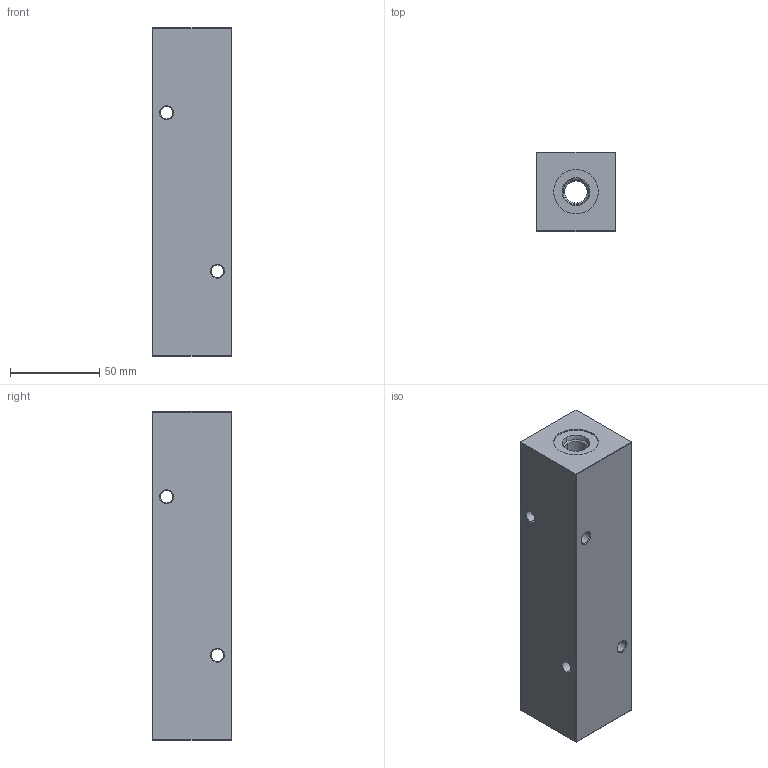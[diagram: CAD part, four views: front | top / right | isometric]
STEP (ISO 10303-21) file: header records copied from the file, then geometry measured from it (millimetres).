
FILE_DESCRIPTION (( 'STEP AP203' ), '1' );
FILE_NAME ('HM-4-90-S-6-4.STEP', '2020-11-09T15:08:36', ( '' ), ( '' ), 'SwSTEP 2.0', 'SolidWorks 2019', '' );
FILE_SCHEMA (( 'CONFIG_CONTROL_DESIGN' ));
Length unit declared in the file: inch
Products named in the file (1): HM-4-90-S-6-4
Bounding box: 44.45 x 44.45 x 184.15 mm (x, y, z)
Volume: 320537.5 mm3; surface area: 50212.4 mm2
Topology: 1 solids, 1 shells, 591 faces, 1497 edges, 956 vertices
Faces by surface type: plane 255, bspline 186, cone 76, cylinder 74
Entity records: 26984 total; most frequent: CARTESIAN_POINT 13887, ORIENTED_EDGE 2994, DIRECTION 2075, EDGE_CURVE 1497, VERTEX_POINT 956, VECTOR 907, LINE 907, EDGE_LOOP 669
